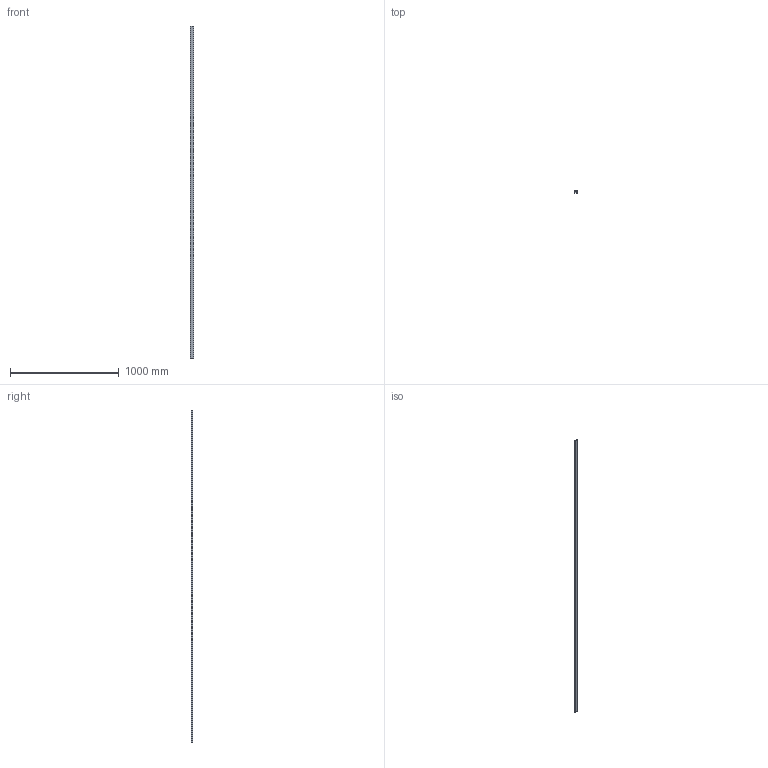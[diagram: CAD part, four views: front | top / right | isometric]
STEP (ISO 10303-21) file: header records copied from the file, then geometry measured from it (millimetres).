
FILE_DESCRIPTION(('TurboCAD Mac Pro'),'Build 980');
FILE_NAME('A4000.stp',' ',(''),(''),'ACIS Interop','IMSI','TurboCAD Mac Pro BY IMSI, INCORPORATED');
FILE_SCHEMA(('automotive_design'));
Length unit declared in the file: inch
Products named in the file (1): 1
Bounding box: 31.75 x 15.88 x 3048 mm (x, y, z)
Volume: 264838.7 mm3; surface area: 483611.5 mm2
Topology: 1 solids, 1 shells, 62 faces, 180 edges, 120 vertices
Faces by surface type: plane 32, bspline 22, cylinder 8
Entity records: 2744 total; most frequent: CARTESIAN_POINT 681, ORIENTED_EDGE 360, DIRECTION 266, EDGE_CURVE 180, VERTEX_POINT 120, LINE 120, VECTOR 120, AXIS2_PLACEMENT_3D 73
